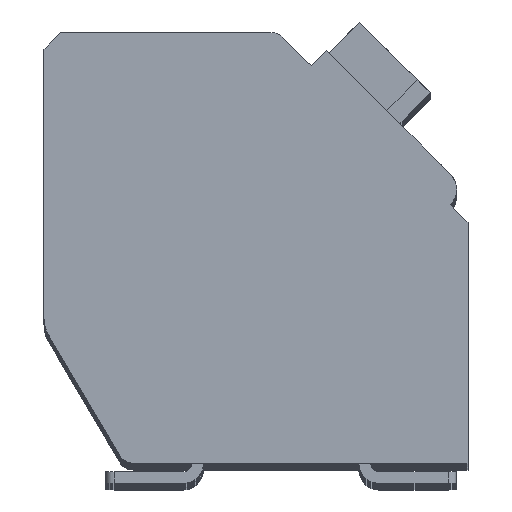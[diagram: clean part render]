
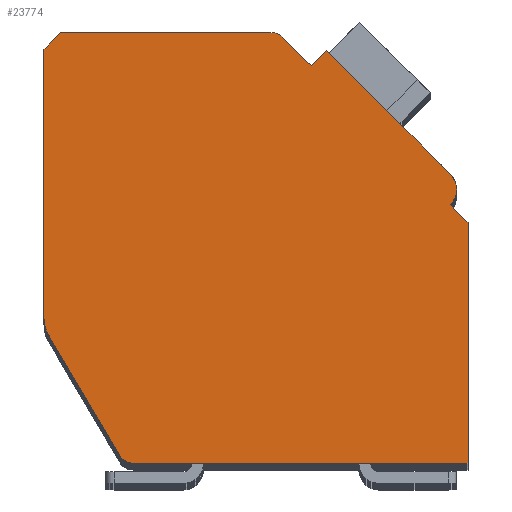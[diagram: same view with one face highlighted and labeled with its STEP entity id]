
A CAD part, top view. The second image highlights one B-rep face of the part: STEP entity #23774.
In plain terms, the highlighted planar face has unit normal (0, 0, 1).
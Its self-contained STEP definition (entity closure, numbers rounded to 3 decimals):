
#881=DIRECTION('',(0.,-1.,0.));
#882=VECTOR('',#881,8.053);
#883=CARTESIAN_POINT('',(-12.7,12.4,2.1));
#884=LINE('',#883,#882);
#885=DIRECTION('',(-0.707,-0.707,0.));
#886=VECTOR('',#885,0.707);
#887=CARTESIAN_POINT('',(-12.2,12.9,2.1));
#888=LINE('',#887,#886);
#889=DIRECTION('',(-1.,0.,0.));
#890=VECTOR('',#889,6.298);
#891=CARTESIAN_POINT('',(-5.902,12.9,2.1));
#892=LINE('',#891,#890);
#893=CARTESIAN_POINT('',(-5.902,12.4,2.1));
#894=DIRECTION('',(0.,0.,1.));
#895=DIRECTION('',(0.707,0.707,0.));
#896=AXIS2_PLACEMENT_3D('',#893,#894,#895);
#898=DIRECTION('',(-0.707,0.707,0.));
#899=VECTOR('',#898,1.197);
#900=CARTESIAN_POINT('',(-4.702,11.907,2.1));
#901=LINE('',#900,#899);
#902=DIRECTION('',(-0.707,-0.707,0.));
#903=VECTOR('',#902,0.65);
#904=CARTESIAN_POINT('',(-4.243,12.367,2.1));
#905=LINE('',#904,#903);
#906=DIRECTION('',(-0.707,0.707,0.));
#907=VECTOR('',#906,5.25);
#908=CARTESIAN_POINT('',(-0.53,8.655,2.1));
#909=LINE('',#908,#907);
#910=CARTESIAN_POINT('',(-0.99,8.195,2.1));
#911=DIRECTION('',(0.,0.,1.));
#912=DIRECTION('',(0.707,-0.707,0.));
#913=AXIS2_PLACEMENT_3D('',#910,#911,#912);
#915=DIRECTION('',(-0.707,0.707,0.));
#916=VECTOR('',#915,0.75);
#917=CARTESIAN_POINT('',(0.,7.205,2.1));
#918=LINE('',#917,#916);
#919=DIRECTION('',(0.,1.,0.));
#920=VECTOR('',#919,7.205);
#921=CARTESIAN_POINT('',(0.,0.,2.1));
#922=LINE('',#921,#920);
#923=DIRECTION('',(1.,0.,0.));
#924=VECTOR('',#923,10.014);
#925=CARTESIAN_POINT('',(-10.014,0.,2.1));
#926=LINE('',#925,#924);
#927=CARTESIAN_POINT('',(-10.014,0.5,2.1));
#928=DIRECTION('',(0.,0.,1.));
#929=DIRECTION('',(-0.862,-0.508,0.));
#930=AXIS2_PLACEMENT_3D('',#927,#928,#929);
#932=DIRECTION('',(0.508,-0.862,0.));
#933=VECTOR('',#932,4.17);
#934=CARTESIAN_POINT('',(-12.562,3.839,2.1));
#935=LINE('',#934,#933);
#936=CARTESIAN_POINT('',(-11.7,4.347,2.1));
#937=DIRECTION('',(0.,0.,1.));
#938=DIRECTION('',(-1.,0.,0.));
#939=AXIS2_PLACEMENT_3D('',#936,#937,#938);
#17569=CARTESIAN_POINT('',(-12.7,12.4,2.1));
#17570=CARTESIAN_POINT('',(-12.7,4.347,2.1));
#17571=VERTEX_POINT('',#17569);
#17572=VERTEX_POINT('',#17570);
#17573=CARTESIAN_POINT('',(-12.562,3.839,2.1));
#17574=VERTEX_POINT('',#17573);
#17575=CARTESIAN_POINT('',(-10.445,0.246,2.1));
#17576=VERTEX_POINT('',#17575);
#17577=CARTESIAN_POINT('',(-10.014,0.,2.1));
#17578=VERTEX_POINT('',#17577);
#17579=CARTESIAN_POINT('',(0.,0.,2.1));
#17580=VERTEX_POINT('',#17579);
#17581=CARTESIAN_POINT('',(0.,7.205,2.1));
#17582=VERTEX_POINT('',#17581);
#17583=CARTESIAN_POINT('',(-0.53,7.735,2.1));
#17584=VERTEX_POINT('',#17583);
#17585=CARTESIAN_POINT('',(-0.53,8.655,2.1));
#17586=VERTEX_POINT('',#17585);
#17587=CARTESIAN_POINT('',(-4.243,12.367,2.1));
#17588=VERTEX_POINT('',#17587);
#17589=CARTESIAN_POINT('',(-4.702,11.907,2.1));
#17590=VERTEX_POINT('',#17589);
#17591=CARTESIAN_POINT('',(-5.548,12.754,2.1));
#17592=VERTEX_POINT('',#17591);
#17593=CARTESIAN_POINT('',(-5.902,12.9,2.1));
#17594=VERTEX_POINT('',#17593);
#17595=CARTESIAN_POINT('',(-12.2,12.9,2.1));
#17596=VERTEX_POINT('',#17595);
#23742=CARTESIAN_POINT('',(0.,0.,2.1));
#23743=DIRECTION('',(0.,0.,1.));
#23744=DIRECTION('',(1.,0.,0.));
#23745=AXIS2_PLACEMENT_3D('',#23742,#23743,#23744);
#23746=PLANE('',#23745);
#23747=ORIENTED_EDGE('',*,*,#22949,.F.);
#23749=ORIENTED_EDGE('',*,*,#23748,.F.);
#23751=ORIENTED_EDGE('',*,*,#23750,.F.);
#23753=ORIENTED_EDGE('',*,*,#23752,.F.);
#23755=ORIENTED_EDGE('',*,*,#23754,.F.);
#23757=ORIENTED_EDGE('',*,*,#23756,.F.);
#23759=ORIENTED_EDGE('',*,*,#23758,.F.);
#23761=ORIENTED_EDGE('',*,*,#23760,.F.);
#23763=ORIENTED_EDGE('',*,*,#23762,.F.);
#23765=ORIENTED_EDGE('',*,*,#23764,.F.);
#23767=ORIENTED_EDGE('',*,*,#23766,.F.);
#23769=ORIENTED_EDGE('',*,*,#23768,.F.);
#23770=ORIENTED_EDGE('',*,*,#23377,.F.);
#23771=ORIENTED_EDGE('',*,*,#23105,.F.);
#23772=EDGE_LOOP('',(#23747,#23749,#23751,#23753,#23755,#23757,#23759,#23761,
#23763,#23765,#23767,#23769,#23770,#23771));
#23773=FACE_OUTER_BOUND('',#23772,.F.);
#897=CIRCLE('',#896,0.5);
#914=CIRCLE('',#913,0.65);
#931=CIRCLE('',#930,0.5);
#940=CIRCLE('',#939,1.);
#22949=EDGE_CURVE('',#17571,#17572,#884,.T.);
#23105=EDGE_CURVE('',#17572,#17574,#940,.T.);
#23377=EDGE_CURVE('',#17574,#17576,#935,.T.);
#23748=EDGE_CURVE('',#17596,#17571,#888,.T.);
#23750=EDGE_CURVE('',#17594,#17596,#892,.T.);
#23752=EDGE_CURVE('',#17592,#17594,#897,.T.);
#23754=EDGE_CURVE('',#17590,#17592,#901,.T.);
#23756=EDGE_CURVE('',#17588,#17590,#905,.T.);
#23758=EDGE_CURVE('',#17586,#17588,#909,.T.);
#23760=EDGE_CURVE('',#17584,#17586,#914,.T.);
#23762=EDGE_CURVE('',#17582,#17584,#918,.T.);
#23764=EDGE_CURVE('',#17580,#17582,#922,.T.);
#23766=EDGE_CURVE('',#17578,#17580,#926,.T.);
#23768=EDGE_CURVE('',#17576,#17578,#931,.T.);
#23774=ADVANCED_FACE('',(#23773),#23746,.T.);
